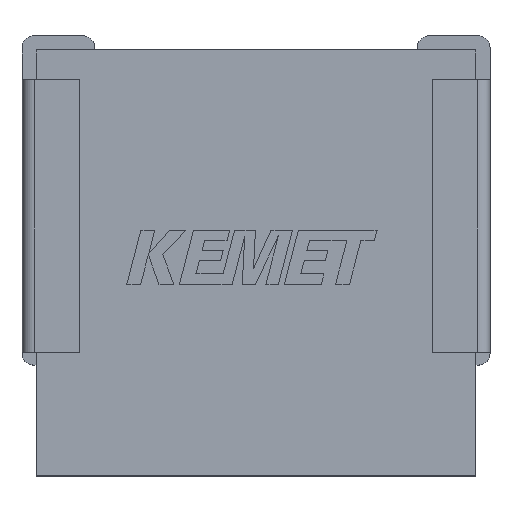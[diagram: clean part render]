
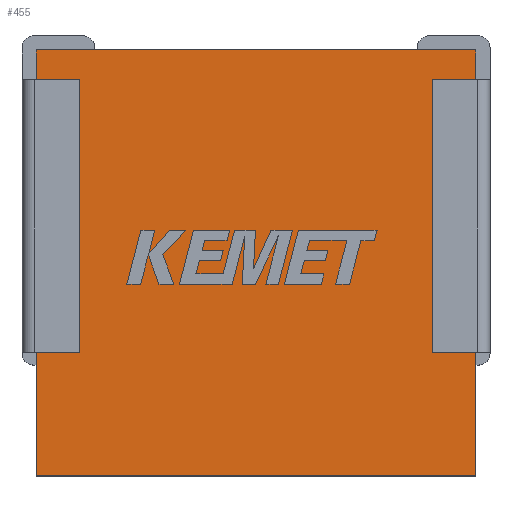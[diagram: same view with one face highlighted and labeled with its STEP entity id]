
A CAD part, top view. The second image highlights one B-rep face of the part: STEP entity #455.
In plain terms, the highlighted planar face has unit normal (0, 0, 1).
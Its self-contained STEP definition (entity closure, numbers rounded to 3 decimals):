
#8 = ORIENTED_EDGE ( 'NONE', *, *, #4135, .T. ) ;
#96 = CARTESIAN_POINT ( 'NONE',  ( 15.7, 0., 0. ) ) ;
#201 = DIRECTION ( 'NONE',  ( 0., -1., 0. ) ) ;
#377 = CARTESIAN_POINT ( 'NONE',  ( 15.7, 15.2, 0. ) ) ;
#417 = ORIENTED_EDGE ( 'NONE', *, *, #4021, .T. ) ;
#455 = ADVANCED_FACE ( 'NONE', ( #4302 ), #4212, .F. ) ;
#473 = CARTESIAN_POINT ( 'NONE',  ( 0., 14.139, 0. ) ) ;
#563 = VECTOR ( 'NONE', #4366, 1000. ) ;
#570 = VECTOR ( 'NONE', #201, 1000. ) ;
#631 = DIRECTION ( 'NONE',  ( 1., 0., 0. ) ) ;
#677 = VERTEX_POINT ( 'NONE', #2039 ) ;
#806 = EDGE_CURVE ( 'NONE', #2629, #1955, #1388, .T. ) ;
#888 = DIRECTION ( 'NONE',  ( 0., -1., 0. ) ) ;
#919 = VECTOR ( 'NONE', #2382, 1000. ) ;
#957 = ORIENTED_EDGE ( 'NONE', *, *, #3268, .F. ) ;
#1055 = VECTOR ( 'NONE', #3799, 1000. ) ;
#1073 = VECTOR ( 'NONE', #631, 1000. ) ;
#1074 = LINE ( 'NONE', #2925, #2567 ) ;
#1135 = VERTEX_POINT ( 'NONE', #1728 ) ;
#1157 = ORIENTED_EDGE ( 'NONE', *, *, #806, .T. ) ;
#1169 = LINE ( 'NONE', #96, #563 ) ;
#1191 = CARTESIAN_POINT ( 'NONE',  ( 15.7, 14.139, 0. ) ) ;
#1206 = EDGE_CURVE ( 'NONE', #3963, #3443, #1228, .T. ) ;
#1228 = LINE ( 'NONE', #4070, #2011 ) ;
#1281 = CARTESIAN_POINT ( 'NONE',  ( 1.551, 4.411, 0. ) ) ;
#1388 = LINE ( 'NONE', #3920, #3720 ) ;
#1451 = VERTEX_POINT ( 'NONE', #377 ) ;
#1480 = CARTESIAN_POINT ( 'NONE',  ( 15.7, 4.411, 0. ) ) ;
#1511 = LINE ( 'NONE', #1933, #2498 ) ;
#1641 = VECTOR ( 'NONE', #888, 1000. ) ;
#1684 = EDGE_CURVE ( 'NONE', #1451, #3963, #3600, .T. ) ;
#1701 = DIRECTION ( 'NONE',  ( 1., 0., 0. ) ) ;
#1705 = AXIS2_PLACEMENT_3D ( 'NONE', #2155, #2529, #3515 ) ;
#1728 = CARTESIAN_POINT ( 'NONE',  ( 1.551, 14.139, 0. ) ) ;
#1796 = VERTEX_POINT ( 'NONE', #1191 ) ;
#1840 = EDGE_CURVE ( 'NONE', #3877, #2950, #4480, .T. ) ;
#1919 = EDGE_CURVE ( 'NONE', #2950, #2629, #4505, .T. ) ;
#1933 = CARTESIAN_POINT ( 'NONE',  ( 15.7, 0., 0. ) ) ;
#1955 = VERTEX_POINT ( 'NONE', #3369 ) ;
#2011 = VECTOR ( 'NONE', #2584, 1000. ) ;
#2039 = CARTESIAN_POINT ( 'NONE',  ( 14.149, 14.139, 0. ) ) ;
#2098 = DIRECTION ( 'NONE',  ( 1., 0., 0. ) ) ;
#2155 = CARTESIAN_POINT ( 'NONE',  ( 0., 0., 0. ) ) ;
#2382 = DIRECTION ( 'NONE',  ( -1., 0., 0. ) ) ;
#2449 = CARTESIAN_POINT ( 'NONE',  ( 1.551, 4.411, 0. ) ) ;
#2498 = VECTOR ( 'NONE', #2947, 1000. ) ;
#2529 = DIRECTION ( 'NONE',  ( 0., 0., -1. ) ) ;
#2567 = VECTOR ( 'NONE', #2098, 1000. ) ;
#2584 = DIRECTION ( 'NONE',  ( 0., -1., 0. ) ) ;
#2622 = ORIENTED_EDGE ( 'NONE', *, *, #4208, .T. ) ;
#2629 = VERTEX_POINT ( 'NONE', #3833 ) ;
#2677 = CARTESIAN_POINT ( 'NONE',  ( 14.149, 14.139, 0. ) ) ;
#2687 = CARTESIAN_POINT ( 'NONE',  ( 0., 0., 0. ) ) ;
#2743 = ORIENTED_EDGE ( 'NONE', *, *, #1840, .T. ) ;
#2801 = LINE ( 'NONE', #4158, #1073 ) ;
#2812 = ORIENTED_EDGE ( 'NONE', *, *, #1684, .T. ) ;
#2925 = CARTESIAN_POINT ( 'NONE',  ( 14.149, 14.139, 0. ) ) ;
#2931 = EDGE_CURVE ( 'NONE', #1135, #3443, #4204, .T. ) ;
#2947 = DIRECTION ( 'NONE',  ( 0., 1., 0. ) ) ;
#2950 = VERTEX_POINT ( 'NONE', #3801 ) ;
#3049 = VERTEX_POINT ( 'NONE', #3533 ) ;
#3088 = VERTEX_POINT ( 'NONE', #1480 ) ;
#3099 = ORIENTED_EDGE ( 'NONE', *, *, #3175, .F. ) ;
#3115 = CARTESIAN_POINT ( 'NONE',  ( 1.551, 14.139, 0. ) ) ;
#3175 = EDGE_CURVE ( 'NONE', #677, #3049, #3786, .T. ) ;
#3201 = ORIENTED_EDGE ( 'NONE', *, *, #2931, .F. ) ;
#3257 = DIRECTION ( 'NONE',  ( -1., 0., 0. ) ) ;
#3268 = EDGE_CURVE ( 'NONE', #3049, #3088, #2801, .T. ) ;
#3278 = CARTESIAN_POINT ( 'NONE',  ( 0., 15.2, 0. ) ) ;
#3342 = ORIENTED_EDGE ( 'NONE', *, *, #1206, .T. ) ;
#3369 = CARTESIAN_POINT ( 'NONE',  ( 15.7, 0., 0. ) ) ;
#3387 = CARTESIAN_POINT ( 'NONE',  ( 1.551, 14.139, 0. ) ) ;
#3443 = VERTEX_POINT ( 'NONE', #473 ) ;
#3455 = VECTOR ( 'NONE', #4452, 1000. ) ;
#3515 = DIRECTION ( 'NONE',  ( -1., 0., 0. ) ) ;
#3533 = CARTESIAN_POINT ( 'NONE',  ( 14.149, 4.411, 0. ) ) ;
#3578 = ORIENTED_EDGE ( 'NONE', *, *, #1919, .T. ) ;
#3600 = LINE ( 'NONE', #3278, #3729 ) ;
#3720 = VECTOR ( 'NONE', #1701, 1000. ) ;
#3729 = VECTOR ( 'NONE', #3257, 1000. ) ;
#3786 = LINE ( 'NONE', #2677, #3455 ) ;
#3787 = EDGE_CURVE ( 'NONE', #1796, #1451, #1169, .T. ) ;
#3799 = DIRECTION ( 'NONE',  ( -1., 0., 0. ) ) ;
#3801 = CARTESIAN_POINT ( 'NONE',  ( 0., 4.411, 0. ) ) ;
#3833 = CARTESIAN_POINT ( 'NONE',  ( 0., 0., 0. ) ) ;
#3877 = VERTEX_POINT ( 'NONE', #2449 ) ;
#3920 = CARTESIAN_POINT ( 'NONE',  ( 0., 0., 0. ) ) ;
#3963 = VERTEX_POINT ( 'NONE', #4220 ) ;
#4021 = EDGE_CURVE ( 'NONE', #677, #1796, #1074, .T. ) ;
#4070 = CARTESIAN_POINT ( 'NONE',  ( 0., 0., 0. ) ) ;
#4073 = LINE ( 'NONE', #3387, #570 ) ;
#4135 = EDGE_CURVE ( 'NONE', #1955, #3088, #1511, .T. ) ;
#4158 = CARTESIAN_POINT ( 'NONE',  ( 14.149, 4.411, 0. ) ) ;
#4204 = LINE ( 'NONE', #3115, #919 ) ;
#4208 = EDGE_CURVE ( 'NONE', #1135, #3877, #4073, .T. ) ;
#4212 = PLANE ( 'NONE',  #1705 ) ;
#4220 = CARTESIAN_POINT ( 'NONE',  ( 0., 15.2, 0. ) ) ;
#4302 = FACE_OUTER_BOUND ( 'NONE', #4320, .T. ) ;
#4320 = EDGE_LOOP ( 'NONE', ( #3201, #2622, #2743, #3578, #1157, #8, #957, #3099, #417, #4603, #2812, #3342 ) ) ;
#4366 = DIRECTION ( 'NONE',  ( 0., 1., 0. ) ) ;
#4452 = DIRECTION ( 'NONE',  ( 0., -1., 0. ) ) ;
#4480 = LINE ( 'NONE', #1281, #1055 ) ;
#4505 = LINE ( 'NONE', #2687, #1641 ) ;
#4603 = ORIENTED_EDGE ( 'NONE', *, *, #3787, .T. ) ;
